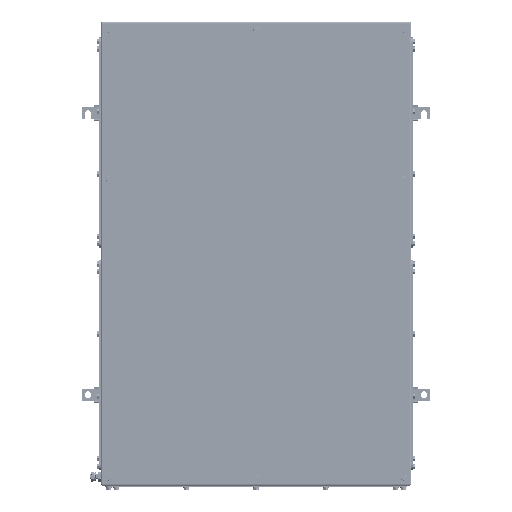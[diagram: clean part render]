
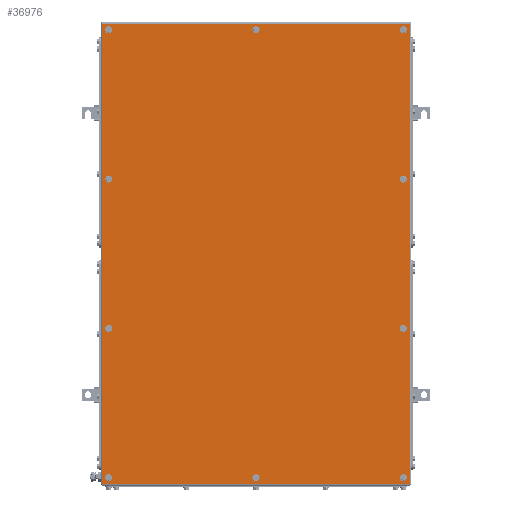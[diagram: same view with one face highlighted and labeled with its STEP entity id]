
A CAD part, top view. The second image highlights one B-rep face of the part: STEP entity #36976.
In plain terms, the highlighted planar face has unit normal (0, 0, 1).
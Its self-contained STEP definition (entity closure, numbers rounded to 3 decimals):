
#36742=AXIS2_PLACEMENT_3D('Circle Axis2P3D',#36740,#36741,$) ;
#36769=AXIS2_PLACEMENT_3D('Plane Axis2P3D',#36766,#36767,#36768) ;
#36807=AXIS2_PLACEMENT_3D('Circle Axis2P3D',#36805,#36806,$) ;
#36816=AXIS2_PLACEMENT_3D('Circle Axis2P3D',#36814,#36815,$) ;
#36825=AXIS2_PLACEMENT_3D('Circle Axis2P3D',#36823,#36824,$) ;
#36834=AXIS2_PLACEMENT_3D('Circle Axis2P3D',#36832,#36833,$) ;
#36843=AXIS2_PLACEMENT_3D('Circle Axis2P3D',#36841,#36842,$) ;
#36852=AXIS2_PLACEMENT_3D('Circle Axis2P3D',#36850,#36851,$) ;
#36861=AXIS2_PLACEMENT_3D('Circle Axis2P3D',#36859,#36860,$) ;
#36870=AXIS2_PLACEMENT_3D('Circle Axis2P3D',#36868,#36869,$) ;
#36879=AXIS2_PLACEMENT_3D('Circle Axis2P3D',#36877,#36878,$) ;
#36888=AXIS2_PLACEMENT_3D('Circle Axis2P3D',#36886,#36887,$) ;
#36897=AXIS2_PLACEMENT_3D('Circle Axis2P3D',#36895,#36896,$) ;
#36906=AXIS2_PLACEMENT_3D('Circle Axis2P3D',#36904,#36905,$) ;
#36915=AXIS2_PLACEMENT_3D('Circle Axis2P3D',#36913,#36914,$) ;
#36924=AXIS2_PLACEMENT_3D('Circle Axis2P3D',#36922,#36923,$) ;
#36933=AXIS2_PLACEMENT_3D('Circle Axis2P3D',#36931,#36932,$) ;
#36942=AXIS2_PLACEMENT_3D('Circle Axis2P3D',#36940,#36941,$) ;
#36951=AXIS2_PLACEMENT_3D('Circle Axis2P3D',#36949,#36950,$) ;
#36960=AXIS2_PLACEMENT_3D('Circle Axis2P3D',#36958,#36959,$) ;
#36969=AXIS2_PLACEMENT_3D('Circle Axis2P3D',#36967,#36968,$) ;
#36737=CARTESIAN_POINT('Vertex',(56.5,615.167,203.5)) ;
#36740=CARTESIAN_POINT('Axis2P3D Location',(53.,615.167,203.5)) ;
#36744=CARTESIAN_POINT('Vertex',(49.5,615.167,203.5)) ;
#36766=CARTESIAN_POINT('Axis2P3D Location',(345.5,468.,203.5)) ;
#36771=CARTESIAN_POINT('Line Origine',(345.5,924.5,203.5)) ;
#36775=CARTESIAN_POINT('Vertex',(650.,924.5,203.5)) ;
#36777=CARTESIAN_POINT('Vertex',(41.,924.5,203.5)) ;
#36780=CARTESIAN_POINT('Line Origine',(41.,468.,203.5)) ;
#36784=CARTESIAN_POINT('Vertex',(41.,11.5,203.5)) ;
#36787=CARTESIAN_POINT('Line Origine',(345.5,11.5,203.5)) ;
#36791=CARTESIAN_POINT('Vertex',(650.,11.5,203.5)) ;
#36794=CARTESIAN_POINT('Line Origine',(650.,468.,203.5)) ;
#36805=CARTESIAN_POINT('Axis2P3D Location',(53.,615.167,203.5)) ;
#36814=CARTESIAN_POINT('Axis2P3D Location',(53.,320.833,203.5)) ;
#36818=CARTESIAN_POINT('Vertex',(49.5,320.833,203.5)) ;
#36820=CARTESIAN_POINT('Vertex',(56.5,320.833,203.5)) ;
#36823=CARTESIAN_POINT('Axis2P3D Location',(53.,320.833,203.5)) ;
#36832=CARTESIAN_POINT('Axis2P3D Location',(638.,320.833,203.5)) ;
#36836=CARTESIAN_POINT('Vertex',(641.5,320.833,203.5)) ;
#36838=CARTESIAN_POINT('Vertex',(634.5,320.833,203.5)) ;
#36841=CARTESIAN_POINT('Axis2P3D Location',(638.,320.833,203.5)) ;
#36850=CARTESIAN_POINT('Axis2P3D Location',(638.,615.167,203.5)) ;
#36854=CARTESIAN_POINT('Vertex',(641.5,615.167,203.5)) ;
#36856=CARTESIAN_POINT('Vertex',(634.5,615.167,203.5)) ;
#36859=CARTESIAN_POINT('Axis2P3D Location',(638.,615.167,203.5)) ;
#36868=CARTESIAN_POINT('Axis2P3D Location',(345.5,23.5,203.5)) ;
#36872=CARTESIAN_POINT('Vertex',(349.,23.5,203.5)) ;
#36874=CARTESIAN_POINT('Vertex',(342.,23.5,203.5)) ;
#36877=CARTESIAN_POINT('Axis2P3D Location',(345.5,23.5,203.5)) ;
#36886=CARTESIAN_POINT('Axis2P3D Location',(345.5,912.5,203.5)) ;
#36890=CARTESIAN_POINT('Vertex',(349.,912.5,203.5)) ;
#36892=CARTESIAN_POINT('Vertex',(342.,912.5,203.5)) ;
#36895=CARTESIAN_POINT('Axis2P3D Location',(345.5,912.5,203.5)) ;
#36904=CARTESIAN_POINT('Axis2P3D Location',(53.,912.5,203.5)) ;
#36908=CARTESIAN_POINT('Vertex',(49.5,912.5,203.5)) ;
#36910=CARTESIAN_POINT('Vertex',(56.5,912.5,203.5)) ;
#36913=CARTESIAN_POINT('Axis2P3D Location',(53.,912.5,203.5)) ;
#36922=CARTESIAN_POINT('Axis2P3D Location',(53.,23.5,203.5)) ;
#36926=CARTESIAN_POINT('Vertex',(49.5,23.5,203.5)) ;
#36928=CARTESIAN_POINT('Vertex',(56.5,23.5,203.5)) ;
#36931=CARTESIAN_POINT('Axis2P3D Location',(53.,23.5,203.5)) ;
#36940=CARTESIAN_POINT('Axis2P3D Location',(638.,23.5,203.5)) ;
#36944=CARTESIAN_POINT('Vertex',(641.5,23.5,203.5)) ;
#36946=CARTESIAN_POINT('Vertex',(634.5,23.5,203.5)) ;
#36949=CARTESIAN_POINT('Axis2P3D Location',(638.,23.5,203.5)) ;
#36958=CARTESIAN_POINT('Axis2P3D Location',(638.,912.5,203.5)) ;
#36962=CARTESIAN_POINT('Vertex',(641.5,912.5,203.5)) ;
#36964=CARTESIAN_POINT('Vertex',(634.5,912.5,203.5)) ;
#36967=CARTESIAN_POINT('Axis2P3D Location',(638.,912.5,203.5)) ;
#36741=DIRECTION('Axis2P3D Direction',(0.,0.,1.)) ;
#36767=DIRECTION('Axis2P3D Direction',(0.,0.,1.)) ;
#36768=DIRECTION('Axis2P3D XDirection',(1.,0.,0.)) ;
#36772=DIRECTION('Vector Direction',(1.,0.,0.)) ;
#36781=DIRECTION('Vector Direction',(0.,-1.,0.)) ;
#36788=DIRECTION('Vector Direction',(1.,0.,0.)) ;
#36795=DIRECTION('Vector Direction',(0.,1.,0.)) ;
#36806=DIRECTION('Axis2P3D Direction',(0.,0.,1.)) ;
#36815=DIRECTION('Axis2P3D Direction',(0.,0.,1.)) ;
#36824=DIRECTION('Axis2P3D Direction',(0.,0.,1.)) ;
#36833=DIRECTION('Axis2P3D Direction',(0.,0.,1.)) ;
#36842=DIRECTION('Axis2P3D Direction',(0.,0.,1.)) ;
#36851=DIRECTION('Axis2P3D Direction',(0.,0.,1.)) ;
#36860=DIRECTION('Axis2P3D Direction',(0.,0.,1.)) ;
#36869=DIRECTION('Axis2P3D Direction',(0.,0.,1.)) ;
#36878=DIRECTION('Axis2P3D Direction',(0.,0.,1.)) ;
#36887=DIRECTION('Axis2P3D Direction',(0.,0.,1.)) ;
#36896=DIRECTION('Axis2P3D Direction',(0.,0.,1.)) ;
#36905=DIRECTION('Axis2P3D Direction',(0.,0.,1.)) ;
#36914=DIRECTION('Axis2P3D Direction',(0.,0.,1.)) ;
#36923=DIRECTION('Axis2P3D Direction',(0.,0.,1.)) ;
#36932=DIRECTION('Axis2P3D Direction',(0.,0.,1.)) ;
#36941=DIRECTION('Axis2P3D Direction',(0.,0.,1.)) ;
#36950=DIRECTION('Axis2P3D Direction',(0.,0.,1.)) ;
#36959=DIRECTION('Axis2P3D Direction',(0.,0.,1.)) ;
#36968=DIRECTION('Axis2P3D Direction',(0.,0.,1.)) ;
#36773=VECTOR('Line Direction',#36772,1.) ;
#36782=VECTOR('Line Direction',#36781,1.) ;
#36789=VECTOR('Line Direction',#36788,1.) ;
#36796=VECTOR('Line Direction',#36795,1.) ;
#36800=ORIENTED_EDGE('',*,*,#36779,.T.) ;
#36801=ORIENTED_EDGE('',*,*,#36786,.T.) ;
#36802=ORIENTED_EDGE('',*,*,#36793,.T.) ;
#36803=ORIENTED_EDGE('',*,*,#36798,.T.) ;
#36811=ORIENTED_EDGE('',*,*,#36809,.F.) ;
#36812=ORIENTED_EDGE('',*,*,#36746,.F.) ;
#36829=ORIENTED_EDGE('',*,*,#36822,.F.) ;
#36830=ORIENTED_EDGE('',*,*,#36827,.F.) ;
#36847=ORIENTED_EDGE('',*,*,#36840,.F.) ;
#36848=ORIENTED_EDGE('',*,*,#36845,.F.) ;
#36865=ORIENTED_EDGE('',*,*,#36858,.F.) ;
#36866=ORIENTED_EDGE('',*,*,#36863,.F.) ;
#36883=ORIENTED_EDGE('',*,*,#36876,.F.) ;
#36884=ORIENTED_EDGE('',*,*,#36881,.F.) ;
#36901=ORIENTED_EDGE('',*,*,#36894,.F.) ;
#36902=ORIENTED_EDGE('',*,*,#36899,.F.) ;
#36919=ORIENTED_EDGE('',*,*,#36912,.F.) ;
#36920=ORIENTED_EDGE('',*,*,#36917,.F.) ;
#36937=ORIENTED_EDGE('',*,*,#36930,.F.) ;
#36938=ORIENTED_EDGE('',*,*,#36935,.F.) ;
#36955=ORIENTED_EDGE('',*,*,#36948,.F.) ;
#36956=ORIENTED_EDGE('',*,*,#36953,.F.) ;
#36973=ORIENTED_EDGE('',*,*,#36966,.F.) ;
#36974=ORIENTED_EDGE('',*,*,#36971,.F.) ;
#36813=FACE_BOUND('',#36810,.T.) ;
#36831=FACE_BOUND('',#36828,.T.) ;
#36849=FACE_BOUND('',#36846,.T.) ;
#36867=FACE_BOUND('',#36864,.T.) ;
#36885=FACE_BOUND('',#36882,.T.) ;
#36903=FACE_BOUND('',#36900,.T.) ;
#36921=FACE_BOUND('',#36918,.T.) ;
#36939=FACE_BOUND('',#36936,.T.) ;
#36957=FACE_BOUND('',#36954,.T.) ;
#36975=FACE_BOUND('',#36972,.T.) ;
#36976=ADVANCED_FACE('ZUB_KTB_FS_916120_3GP_AllCATPart.2\\ZUB_DE_KTB_FS.1\\DE_KTB_MH_PART_MASTER.1\\Koerper.2',(#36804,#36813,#36831,#36849,#36867,#36885,#36903,#36921,#36939,#36957,#36975),#36770,.T.) ;
#36743=CIRCLE('generated circle',#36742,3.5) ;
#36808=CIRCLE('generated circle',#36807,3.5) ;
#36817=CIRCLE('generated circle',#36816,3.5) ;
#36826=CIRCLE('generated circle',#36825,3.5) ;
#36835=CIRCLE('generated circle',#36834,3.5) ;
#36844=CIRCLE('generated circle',#36843,3.5) ;
#36853=CIRCLE('generated circle',#36852,3.5) ;
#36862=CIRCLE('generated circle',#36861,3.5) ;
#36871=CIRCLE('generated circle',#36870,3.5) ;
#36880=CIRCLE('generated circle',#36879,3.5) ;
#36889=CIRCLE('generated circle',#36888,3.5) ;
#36898=CIRCLE('generated circle',#36897,3.5) ;
#36907=CIRCLE('generated circle',#36906,3.5) ;
#36916=CIRCLE('generated circle',#36915,3.5) ;
#36925=CIRCLE('generated circle',#36924,3.5) ;
#36934=CIRCLE('generated circle',#36933,3.5) ;
#36943=CIRCLE('generated circle',#36942,3.5) ;
#36952=CIRCLE('generated circle',#36951,3.5) ;
#36961=CIRCLE('generated circle',#36960,3.5) ;
#36970=CIRCLE('generated circle',#36969,3.5) ;
#36746=EDGE_CURVE('',#36738,#36745,#36743,.T.) ;
#36779=EDGE_CURVE('',#36776,#36778,#36774,.F.) ;
#36786=EDGE_CURVE('',#36778,#36785,#36783,.T.) ;
#36793=EDGE_CURVE('',#36785,#36792,#36790,.T.) ;
#36798=EDGE_CURVE('',#36792,#36776,#36797,.T.) ;
#36809=EDGE_CURVE('',#36745,#36738,#36808,.T.) ;
#36822=EDGE_CURVE('',#36819,#36821,#36817,.T.) ;
#36827=EDGE_CURVE('',#36821,#36819,#36826,.T.) ;
#36840=EDGE_CURVE('',#36837,#36839,#36835,.T.) ;
#36845=EDGE_CURVE('',#36839,#36837,#36844,.T.) ;
#36858=EDGE_CURVE('',#36855,#36857,#36853,.T.) ;
#36863=EDGE_CURVE('',#36857,#36855,#36862,.T.) ;
#36876=EDGE_CURVE('',#36873,#36875,#36871,.T.) ;
#36881=EDGE_CURVE('',#36875,#36873,#36880,.T.) ;
#36894=EDGE_CURVE('',#36891,#36893,#36889,.T.) ;
#36899=EDGE_CURVE('',#36893,#36891,#36898,.T.) ;
#36912=EDGE_CURVE('',#36909,#36911,#36907,.T.) ;
#36917=EDGE_CURVE('',#36911,#36909,#36916,.T.) ;
#36930=EDGE_CURVE('',#36927,#36929,#36925,.T.) ;
#36935=EDGE_CURVE('',#36929,#36927,#36934,.T.) ;
#36948=EDGE_CURVE('',#36945,#36947,#36943,.T.) ;
#36953=EDGE_CURVE('',#36947,#36945,#36952,.T.) ;
#36966=EDGE_CURVE('',#36963,#36965,#36961,.T.) ;
#36971=EDGE_CURVE('',#36965,#36963,#36970,.T.) ;
#36799=EDGE_LOOP('',(#36800,#36801,#36802,#36803)) ;
#36810=EDGE_LOOP('',(#36811,#36812)) ;
#36828=EDGE_LOOP('',(#36829,#36830)) ;
#36846=EDGE_LOOP('',(#36847,#36848)) ;
#36864=EDGE_LOOP('',(#36865,#36866)) ;
#36882=EDGE_LOOP('',(#36883,#36884)) ;
#36900=EDGE_LOOP('',(#36901,#36902)) ;
#36918=EDGE_LOOP('',(#36919,#36920)) ;
#36936=EDGE_LOOP('',(#36937,#36938)) ;
#36954=EDGE_LOOP('',(#36955,#36956)) ;
#36972=EDGE_LOOP('',(#36973,#36974)) ;
#36804=FACE_OUTER_BOUND('',#36799,.T.) ;
#36774=LINE('Line',#36771,#36773) ;
#36783=LINE('Line',#36780,#36782) ;
#36790=LINE('Line',#36787,#36789) ;
#36797=LINE('Line',#36794,#36796) ;
#36770=PLANE('',#36769) ;
#36738=VERTEX_POINT('',#36737) ;
#36745=VERTEX_POINT('',#36744) ;
#36776=VERTEX_POINT('',#36775) ;
#36778=VERTEX_POINT('',#36777) ;
#36785=VERTEX_POINT('',#36784) ;
#36792=VERTEX_POINT('',#36791) ;
#36819=VERTEX_POINT('',#36818) ;
#36821=VERTEX_POINT('',#36820) ;
#36837=VERTEX_POINT('',#36836) ;
#36839=VERTEX_POINT('',#36838) ;
#36855=VERTEX_POINT('',#36854) ;
#36857=VERTEX_POINT('',#36856) ;
#36873=VERTEX_POINT('',#36872) ;
#36875=VERTEX_POINT('',#36874) ;
#36891=VERTEX_POINT('',#36890) ;
#36893=VERTEX_POINT('',#36892) ;
#36909=VERTEX_POINT('',#36908) ;
#36911=VERTEX_POINT('',#36910) ;
#36927=VERTEX_POINT('',#36926) ;
#36929=VERTEX_POINT('',#36928) ;
#36945=VERTEX_POINT('',#36944) ;
#36947=VERTEX_POINT('',#36946) ;
#36963=VERTEX_POINT('',#36962) ;
#36965=VERTEX_POINT('',#36964) ;
